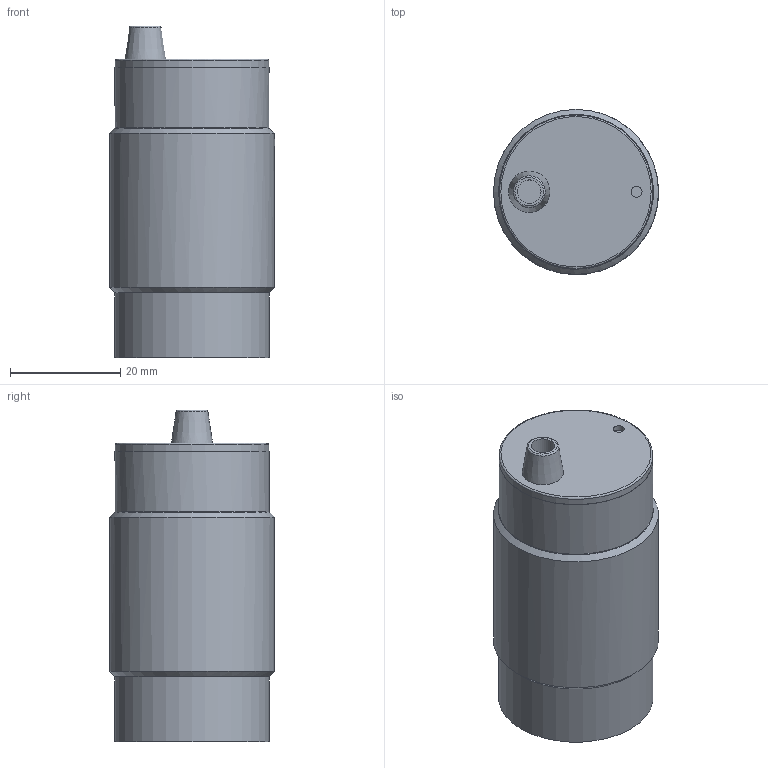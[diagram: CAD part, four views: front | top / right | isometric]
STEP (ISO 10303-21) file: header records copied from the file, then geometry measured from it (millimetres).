
FILE_DESCRIPTION (( 'STEP AP214' ), '1' );
FILE_NAME ('DSD-0299.STEP', '2020-09-23T17:59:14', ( '' ), ( '' ), 'SwSTEP 2.0', 'SolidWorks 2019', '' );
FILE_SCHEMA (( 'AUTOMOTIVE_DESIGN' ));
Length unit declared in the file: inch
Products named in the file (1): DSD-0299
Bounding box: 30 x 30 x 60.3 mm (x, y, z)
Volume: 36219.5 mm3; surface area: 6472.5 mm2
Topology: 1 solids, 1 shells, 20 faces, 39 edges, 26 vertices
Faces by surface type: plane 7, cylinder 6, cone 5, bspline 2
Full cylindrical faces by diameter (mm): 2 x1, 4.3 x1, 27.9 x1, 28 x1, 28.1 x1, 30 x1
Entity records: 490 total; most frequent: CARTESIAN_POINT 127, DIRECTION 72, ORIENTED_EDGE 40, EDGE_LOOP 38, AXIS2_PLACEMENT_3D 36, FACE_OUTER_BOUND 28, EDGE_CURVE 20, VERTEX_POINT 20
